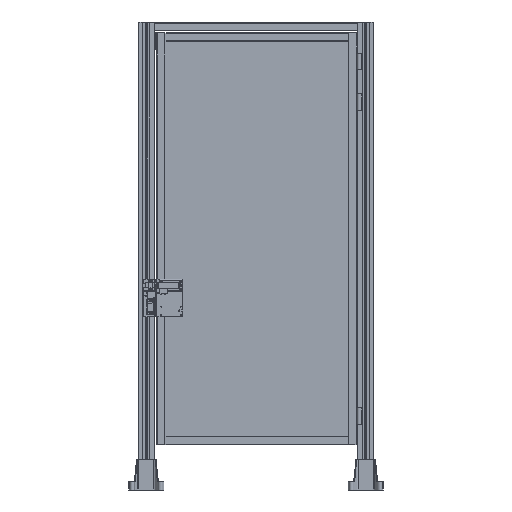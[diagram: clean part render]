
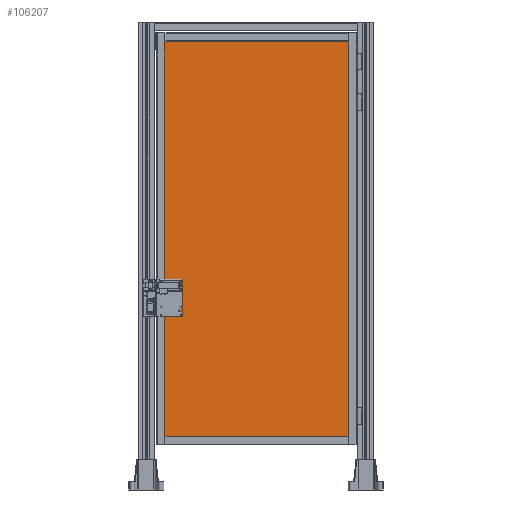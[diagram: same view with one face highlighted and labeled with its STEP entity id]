
A CAD part, front view. The second image highlights one B-rep face of the part: STEP entity #106207.
In plain terms, the highlighted planar face has unit normal (0, -1, 0).
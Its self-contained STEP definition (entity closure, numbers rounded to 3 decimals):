
#4358=LINE('',#192804,#13033);
#4499=LINE('',#193142,#13174);
#4500=LINE('',#193144,#13175);
#4501=LINE('',#193146,#13176);
#4502=LINE('',#193148,#13177);
#4503=LINE('',#193150,#13178);
#4504=LINE('',#193152,#13179);
#4505=LINE('',#193154,#13180);
#4506=LINE('',#193156,#13181);
#4507=LINE('',#193158,#13182);
#4508=LINE('',#193160,#13183);
#4509=LINE('',#193161,#13184);
#13033=VECTOR('',#126694,2000.);
#13174=VECTOR('',#127061,1.);
#13175=VECTOR('',#127062,25.);
#13176=VECTOR('',#127063,904.);
#13177=VECTOR('',#127064,25.);
#13178=VECTOR('',#127065,1.);
#13179=VECTOR('',#127066,2000.);
#13180=VECTOR('',#127067,1.);
#13181=VECTOR('',#127068,24.998);
#13182=VECTOR('',#127069,904.);
#13183=VECTOR('',#127070,24.998);
#13184=VECTOR('',#127071,1.);
#21184=PLANE('',#112200);
#25005=FACE_OUTER_BOUND('',#30732,.T.);
#30732=EDGE_LOOP('',(#80208,#80209,#80210,#80211,#80212,#80213,#80214,#80215,
#80216,#80217,#80218,#80219));
#46139=VERTEX_POINT('',#192136);
#46141=VERTEX_POINT('',#192140);
#46478=VERTEX_POINT('',#193141);
#46479=VERTEX_POINT('',#193143);
#46480=VERTEX_POINT('',#193145);
#46481=VERTEX_POINT('',#193147);
#46482=VERTEX_POINT('',#193149);
#46483=VERTEX_POINT('',#193151);
#46484=VERTEX_POINT('',#193153);
#46485=VERTEX_POINT('',#193155);
#46486=VERTEX_POINT('',#193157);
#46487=VERTEX_POINT('',#193159);
#58713=EDGE_CURVE('',#46141,#46139,#4358,.T.);
#58891=EDGE_CURVE('',#46478,#46141,#4499,.T.);
#58892=EDGE_CURVE('',#46478,#46479,#4500,.T.);
#58893=EDGE_CURVE('',#46480,#46479,#4501,.T.);
#58894=EDGE_CURVE('',#46480,#46481,#4502,.T.);
#58895=EDGE_CURVE('',#46482,#46481,#4503,.T.);
#58896=EDGE_CURVE('',#46483,#46482,#4504,.T.);
#58897=EDGE_CURVE('',#46484,#46483,#4505,.T.);
#58898=EDGE_CURVE('',#46484,#46485,#4506,.T.);
#58899=EDGE_CURVE('',#46486,#46485,#4507,.T.);
#58900=EDGE_CURVE('',#46486,#46487,#4508,.T.);
#58901=EDGE_CURVE('',#46139,#46487,#4509,.T.);
#80208=ORIENTED_EDGE('',*,*,#58713,.F.);
#80209=ORIENTED_EDGE('',*,*,#58891,.F.);
#80210=ORIENTED_EDGE('',*,*,#58892,.T.);
#80211=ORIENTED_EDGE('',*,*,#58893,.F.);
#80212=ORIENTED_EDGE('',*,*,#58894,.T.);
#80213=ORIENTED_EDGE('',*,*,#58895,.F.);
#80214=ORIENTED_EDGE('',*,*,#58896,.F.);
#80215=ORIENTED_EDGE('',*,*,#58897,.F.);
#80216=ORIENTED_EDGE('',*,*,#58898,.T.);
#80217=ORIENTED_EDGE('',*,*,#58899,.F.);
#80218=ORIENTED_EDGE('',*,*,#58900,.T.);
#80219=ORIENTED_EDGE('',*,*,#58901,.F.);
#106207=ADVANCED_FACE('',(#25005),#21184,.F.);
#112200=AXIS2_PLACEMENT_3D('',#193140,#127059,#127060);
#126694=DIRECTION('',(0.,0.,-1.));
#127059=DIRECTION('center_axis',(0.,1.,0.));
#127060=DIRECTION('ref_axis',(0.,0.,1.));
#127061=DIRECTION('',(1.,0.,0.));
#127062=DIRECTION('',(0.,0.,-1.));
#127063=DIRECTION('',(1.,0.,0.));
#127064=DIRECTION('',(0.,0.,1.));
#127065=DIRECTION('',(1.,0.,0.));
#127066=DIRECTION('',(0.,0.,1.));
#127067=DIRECTION('',(-1.,0.,0.));
#127068=DIRECTION('',(0.,0.,1.));
#127069=DIRECTION('',(-1.,0.,0.));
#127070=DIRECTION('',(0.,0.,-1.));
#127071=DIRECTION('',(-1.,0.,0.));
#192136=CARTESIAN_POINT('',(367.995,-2.,-1067.319));
#192140=CARTESIAN_POINT('',(367.995,-2.,932.681));
#192804=CARTESIAN_POINT('',(367.995,-2.,-67.32));
#193140=CARTESIAN_POINT('Origin',(-85.005,-2.,-67.319));
#193141=CARTESIAN_POINT('',(366.995,-2.,932.681));
#193142=CARTESIAN_POINT('',(-563.005,-2.,932.681));
#193143=CARTESIAN_POINT('',(366.995,-2.,907.681));
#193144=CARTESIAN_POINT('',(366.995,-2.,429.378));
#193145=CARTESIAN_POINT('',(-537.005,-2.,907.681));
#193146=CARTESIAN_POINT('',(-85.005,-2.,907.681));
#193147=CARTESIAN_POINT('',(-537.005,-2.,932.681));
#193148=CARTESIAN_POINT('',(-537.005,-2.,429.378));
#193149=CARTESIAN_POINT('',(-538.005,-2.,932.681));
#193150=CARTESIAN_POINT('',(-563.005,-2.,932.681));
#193151=CARTESIAN_POINT('',(-538.005,-2.,-1067.319));
#193152=CARTESIAN_POINT('',(-538.005,-2.,-67.32));
#193153=CARTESIAN_POINT('',(-537.005,-2.,-1067.319));
#193154=CARTESIAN_POINT('',(392.995,-2.,-1067.319));
#193155=CARTESIAN_POINT('',(-537.005,-2.,-1042.32));
#193156=CARTESIAN_POINT('',(-537.005,-2.,-564.016));
#193157=CARTESIAN_POINT('',(366.995,-2.,-1042.32));
#193158=CARTESIAN_POINT('',(-85.005,-2.,-1042.32));
#193159=CARTESIAN_POINT('',(366.995,-2.,-1067.319));
#193160=CARTESIAN_POINT('',(366.995,-2.,-564.016));
#193161=CARTESIAN_POINT('',(392.995,-2.,-1067.319));
